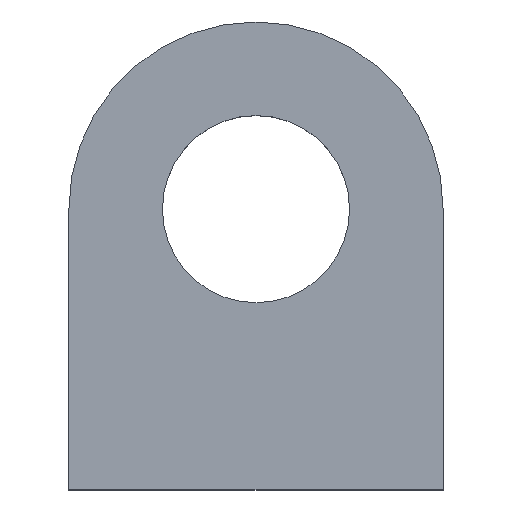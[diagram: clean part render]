
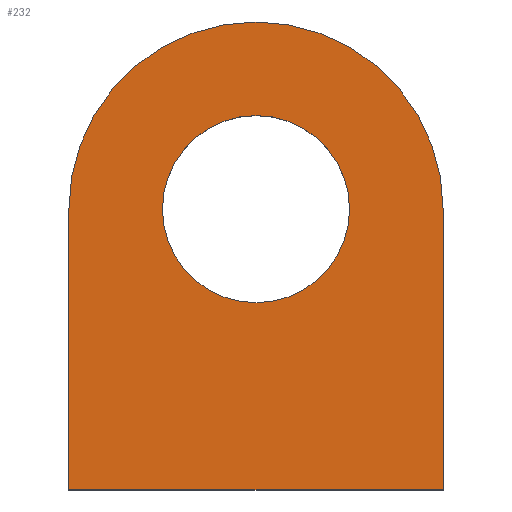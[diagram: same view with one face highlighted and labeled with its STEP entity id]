
A CAD part, top view. The second image highlights one B-rep face of the part: STEP entity #232.
In plain terms, the highlighted planar face has unit normal (0, 0, 1).
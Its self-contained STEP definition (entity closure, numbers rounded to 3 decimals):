
#5 = EDGE_LOOP ( 'NONE', ( #118, #46 ) ) ;
#9 = FACE_BOUND ( 'NONE', #5, .T. ) ;
#10 = VERTEX_POINT ( 'NONE', #226 ) ;
#14 = DIRECTION ( 'NONE',  ( 0., 0., 1. ) ) ;
#16 = CARTESIAN_POINT ( 'NONE',  ( 40., -60., 10. ) ) ;
#19 = CARTESIAN_POINT ( 'NONE',  ( -40., 0., 10. ) ) ;
#22 = VERTEX_POINT ( 'NONE', #130 ) ;
#29 = ORIENTED_EDGE ( 'NONE', *, *, #127, .T. ) ;
#45 = DIRECTION ( 'NONE',  ( 0., 1., 0. ) ) ;
#46 = ORIENTED_EDGE ( 'NONE', *, *, #98, .F. ) ;
#47 = DIRECTION ( 'NONE',  ( 0., -1., 0. ) ) ;
#49 = DIRECTION ( 'NONE',  ( 1., 0., 0. ) ) ;
#58 = CARTESIAN_POINT ( 'NONE',  ( 0., 0., 10. ) ) ;
#63 = CIRCLE ( 'NONE', #182, 20. ) ;
#64 = ORIENTED_EDGE ( 'NONE', *, *, #290, .T. ) ;
#72 = CARTESIAN_POINT ( 'NONE',  ( -40., -60., 10. ) ) ;
#79 = LINE ( 'NONE', #166, #215 ) ;
#83 = DIRECTION ( 'NONE',  ( 1., 0., 0. ) ) ;
#98 = EDGE_CURVE ( 'NONE', #160, #10, #63, .T. ) ;
#104 = AXIS2_PLACEMENT_3D ( 'NONE', #193, #305, #49 ) ;
#112 = VERTEX_POINT ( 'NONE', #270 ) ;
#118 = ORIENTED_EDGE ( 'NONE', *, *, #300, .F. ) ;
#119 = PLANE ( 'NONE',  #104 ) ;
#127 = EDGE_CURVE ( 'NONE', #167, #22, #210, .T. ) ;
#130 = CARTESIAN_POINT ( 'NONE',  ( 40., 0., 10. ) ) ;
#143 = DIRECTION ( 'NONE',  ( 1., 0., 0. ) ) ;
#160 = VERTEX_POINT ( 'NONE', #168 ) ;
#164 = CARTESIAN_POINT ( 'NONE',  ( 0., 0., 10. ) ) ;
#165 = DIRECTION ( 'NONE',  ( 1., 0., 0. ) ) ;
#166 = CARTESIAN_POINT ( 'NONE',  ( -40., -60., 10. ) ) ;
#167 = VERTEX_POINT ( 'NONE', #235 ) ;
#168 = CARTESIAN_POINT ( 'NONE',  ( 20., 0., 10. ) ) ;
#182 = AXIS2_PLACEMENT_3D ( 'NONE', #58, #228, #83 ) ;
#192 = FACE_OUTER_BOUND ( 'NONE', #258, .T. ) ;
#193 = CARTESIAN_POINT ( 'NONE',  ( 0., 0., 10. ) ) ;
#195 = VERTEX_POINT ( 'NONE', #72 ) ;
#201 = LINE ( 'NONE', #19, #241 ) ;
#207 = CIRCLE ( 'NONE', #273, 40. ) ;
#208 = EDGE_CURVE ( 'NONE', #195, #167, #79, .T. ) ;
#210 = LINE ( 'NONE', #16, #266 ) ;
#215 = VECTOR ( 'NONE', #165, 1000. ) ;
#218 = CIRCLE ( 'NONE', #265, 20. ) ;
#224 = ORIENTED_EDGE ( 'NONE', *, *, #289, .T. ) ;
#226 = CARTESIAN_POINT ( 'NONE',  ( -20., 0., 10. ) ) ;
#228 = DIRECTION ( 'NONE',  ( 0., 0., 1. ) ) ;
#232 = ADVANCED_FACE ( 'NONE', ( #192, #9 ), #119, .T. ) ;
#235 = CARTESIAN_POINT ( 'NONE',  ( 40., -60., 10. ) ) ;
#241 = VECTOR ( 'NONE', #47, 1000. ) ;
#258 = EDGE_LOOP ( 'NONE', ( #224, #64, #274, #29 ) ) ;
#260 = CARTESIAN_POINT ( 'NONE',  ( 0., 0., 10. ) ) ;
#264 = DIRECTION ( 'NONE',  ( 1., 0., 0. ) ) ;
#265 = AXIS2_PLACEMENT_3D ( 'NONE', #164, #14, #264 ) ;
#266 = VECTOR ( 'NONE', #45, 1000. ) ;
#270 = CARTESIAN_POINT ( 'NONE',  ( -40., 0., 10. ) ) ;
#273 = AXIS2_PLACEMENT_3D ( 'NONE', #260, #282, #143 ) ;
#274 = ORIENTED_EDGE ( 'NONE', *, *, #208, .T. ) ;
#282 = DIRECTION ( 'NONE',  ( 0., 0., 1. ) ) ;
#289 = EDGE_CURVE ( 'NONE', #22, #112, #207, .T. ) ;
#290 = EDGE_CURVE ( 'NONE', #112, #195, #201, .T. ) ;
#300 = EDGE_CURVE ( 'NONE', #10, #160, #218, .T. ) ;
#305 = DIRECTION ( 'NONE',  ( 0., 0., 1. ) ) ;
